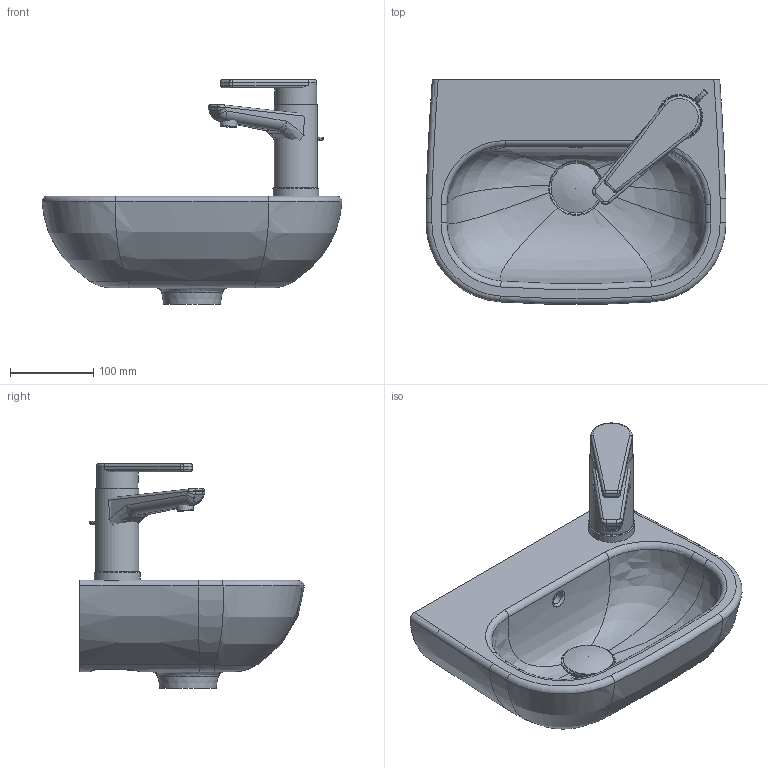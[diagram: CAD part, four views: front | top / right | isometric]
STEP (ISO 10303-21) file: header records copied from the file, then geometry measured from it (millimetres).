
FILE_DESCRIPTION((''),'2;1');
FILE_NAME('070536.stp','2009-01-16T12:33:10',('Andreas'),(''),'Autodesk Inventor 2008','Autodesk Inventor 2008','');
FILE_SCHEMA(('AUTOMOTIVE_DESIGN { 1 0 10303 214 1 1 1 1 }'));
Length unit declared in the file: millimetre
Products named in the file (10): 070536; Baterrie_WT; hebel1; Hebel2; hebel3; Neoperl; Halter2starck1; Stopfen; Kelch
Assembly tree (9 placements, depth 3):
  070536
    070536
    Baterrie_WT
      hebel1
      Hebel2
      hebel3
      Neoperl
      Halter2starck1
    Stopfen
    Kelch
Bounding box: 360 x 269.64 x 270 mm (x, y, z)
Volume: 4566671.9 mm3; surface area: 440035.7 mm2
Topology: 8 solids, 8 shells, 210 faces, 486 edges, 282 vertices
Faces by surface type: cylinder 67, bspline 57, plane 48, torus 25, sphere 8, cone 5
Full cylindrical faces by diameter (mm): 15 x3, 16 x1, 20 x1, 35 x1, 42 x1, 44 x1, 50 x1, 52 x2, 55 x1, 60 x1
Entity records: 11426 total; most frequent: CARTESIAN_POINT 6798, ORIENTED_EDGE 894, DIRECTION 892, EDGE_CURVE 447, AXIS2_PLACEMENT_3D 379, VERTEX_POINT 277, EDGE_LOOP 246, FACE_OUTER_BOUND 210
